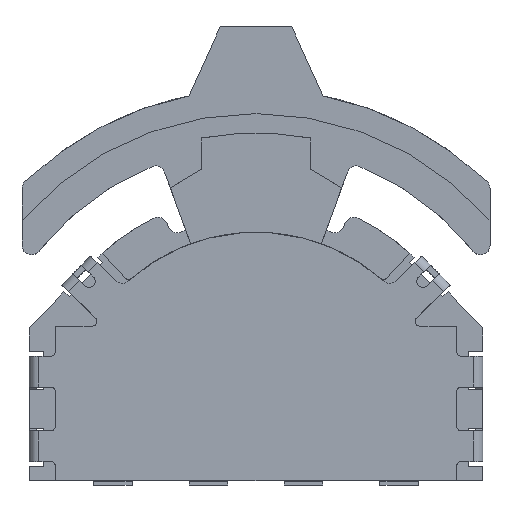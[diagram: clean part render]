
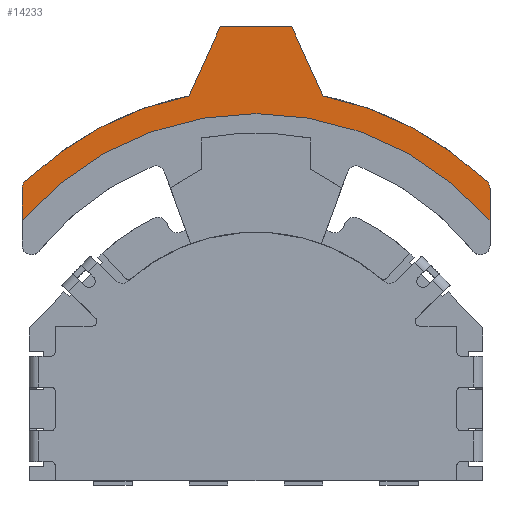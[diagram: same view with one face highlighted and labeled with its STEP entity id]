
A CAD part, top view. The second image highlights one B-rep face of the part: STEP entity #14233.
In plain terms, the highlighted planar face has unit normal (0, 0, 1).
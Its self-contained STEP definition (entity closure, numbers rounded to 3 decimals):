
#208 = DIRECTION ( 'NONE',  ( 0., 0., 1. ) ) ;
#468 = LINE ( 'NONE', #5436, #10911 ) ;
#857 = EDGE_CURVE ( 'NONE', #10133, #10785, #14376, .T. ) ;
#939 = EDGE_CURVE ( 'NONE', #10785, #9002, #12198, .T. ) ;
#1074 = CIRCLE ( 'NONE', #15640, 0.2 ) ;
#1076 = CIRCLE ( 'NONE', #1881, 6.488 ) ;
#1207 = DIRECTION ( 'NONE',  ( 0., 0., -1. ) ) ;
#1369 = VERTEX_POINT ( 'NONE', #15752 ) ;
#1881 = AXIS2_PLACEMENT_3D ( 'NONE', #6181, #1207, #7333 ) ;
#2219 = CARTESIAN_POINT ( 'NONE',  ( 5.6, -1.397, 3.549 ) ) ;
#2272 = CARTESIAN_POINT ( 'NONE',  ( 7.75, -2.838, 3.549 ) ) ;
#2678 = VERTEX_POINT ( 'NONE', #14115 ) ;
#2765 = VECTOR ( 'NONE', #4817, 1000. ) ;
#3140 = EDGE_CURVE ( 'NONE', #2678, #11059, #6439, .T. ) ;
#3440 = FACE_OUTER_BOUND ( 'NONE', #14860, .T. ) ;
#3490 = CARTESIAN_POINT ( 'NONE',  ( 11.249, -4.782, 3.549 ) ) ;
#3561 = DIRECTION ( 'NONE',  ( 0., 0., 1. ) ) ;
#3709 = CARTESIAN_POINT ( 'NONE',  ( 7.75, -2.838, 3.549 ) ) ;
#4268 = EDGE_CURVE ( 'NONE', #9008, #11577, #1076, .T. ) ;
#4371 = ORIENTED_EDGE ( 'NONE', *, *, #14659, .T. ) ;
#4401 = DIRECTION ( 'NONE',  ( 1., 0., 0. ) ) ;
#4416 = AXIS2_PLACEMENT_3D ( 'NONE', #16091, #208, #5097 ) ;
#4646 = VECTOR ( 'NONE', #5756, 1000. ) ;
#4728 = VECTOR ( 'NONE', #10964, 1000. ) ;
#4739 = LINE ( 'NONE', #2219, #2765 ) ;
#4817 = DIRECTION ( 'NONE',  ( -0.411, -0.912, 0. ) ) ;
#4974 = AXIS2_PLACEMENT_3D ( 'NONE', #10920, #9351, #14320 ) ;
#5097 = DIRECTION ( 'NONE',  ( -0.691, 0.723, 0. ) ) ;
#5246 = CARTESIAN_POINT ( 'NONE',  ( 7.1, -1.397, 3.549 ) ) ;
#5436 = CARTESIAN_POINT ( 'NONE',  ( 1.451, -5.448, 3.549 ) ) ;
#5483 = ORIENTED_EDGE ( 'NONE', *, *, #8422, .T. ) ;
#5595 = PLANE ( 'NONE',  #4974 ) ;
#5756 = DIRECTION ( 'NONE',  ( 0., 1., 0. ) ) ;
#5921 = CARTESIAN_POINT ( 'NONE',  ( 6.35, -9.696, 3.549 ) ) ;
#5925 = DIRECTION ( 'NONE',  ( 0.691, 0.723, 0. ) ) ;
#5949 = CARTESIAN_POINT ( 'NONE',  ( 11.049, -4.782, 3.549 ) ) ;
#6181 = CARTESIAN_POINT ( 'NONE',  ( 6.35, -9.701, 3.549 ) ) ;
#6439 = CIRCLE ( 'NONE', #8799, 6.999 ) ;
#6527 = VERTEX_POINT ( 'NONE', #3490 ) ;
#6825 = EDGE_CURVE ( 'NONE', #11577, #6527, #9763, .T. ) ;
#6942 = ORIENTED_EDGE ( 'NONE', *, *, #3140, .T. ) ;
#7103 = DIRECTION ( 'NONE',  ( 0., 0., 1. ) ) ;
#7333 = DIRECTION ( 'NONE',  ( -0.755, 0.655, 0. ) ) ;
#7955 = EDGE_CURVE ( 'NONE', #9008, #11742, #468, .T. ) ;
#8156 = EDGE_CURVE ( 'NONE', #11059, #11742, #11707, .T. ) ;
#8422 = EDGE_CURVE ( 'NONE', #9002, #1369, #13224, .T. ) ;
#8667 = AXIS2_PLACEMENT_3D ( 'NONE', #14903, #3561, #5925 ) ;
#8780 = CARTESIAN_POINT ( 'NONE',  ( 11.188, -4.638, 3.549 ) ) ;
#8799 = AXIS2_PLACEMENT_3D ( 'NONE', #5921, #13265, #9766 ) ;
#9002 = VERTEX_POINT ( 'NONE', #5246 ) ;
#9008 = VERTEX_POINT ( 'NONE', #10204 ) ;
#9351 = DIRECTION ( 'NONE',  ( 0., 0., 1. ) ) ;
#9557 = CARTESIAN_POINT ( 'NONE',  ( 7.1, -1.397, 3.549 ) ) ;
#9763 = LINE ( 'NONE', #12191, #4646 ) ;
#9766 = DIRECTION ( 'NONE',  ( -0.2, 0.98, 0. ) ) ;
#10133 = VERTEX_POINT ( 'NONE', #8780 ) ;
#10204 = CARTESIAN_POINT ( 'NONE',  ( 1.451, -5.448, 3.549 ) ) ;
#10390 = DIRECTION ( 'NONE',  ( 0., 1., 0. ) ) ;
#10785 = VERTEX_POINT ( 'NONE', #3709 ) ;
#10911 = VECTOR ( 'NONE', #10390, 1000. ) ;
#10920 = CARTESIAN_POINT ( 'NONE',  ( 6.35, -9.296, 3.549 ) ) ;
#10964 = DIRECTION ( 'NONE',  ( -0.411, 0.912, 0. ) ) ;
#11033 = EDGE_CURVE ( 'NONE', #1369, #2678, #4739, .T. ) ;
#11059 = VERTEX_POINT ( 'NONE', #13454 ) ;
#11094 = ORIENTED_EDGE ( 'NONE', *, *, #4268, .T. ) ;
#11577 = VERTEX_POINT ( 'NONE', #14487 ) ;
#11707 = CIRCLE ( 'NONE', #4416, 0.2 ) ;
#11742 = VERTEX_POINT ( 'NONE', #13905 ) ;
#12191 = CARTESIAN_POINT ( 'NONE',  ( 11.249, -5.448, 3.549 ) ) ;
#12198 = LINE ( 'NONE', #2272, #4728 ) ;
#12308 = ORIENTED_EDGE ( 'NONE', *, *, #7955, .F. ) ;
#12331 = ORIENTED_EDGE ( 'NONE', *, *, #6825, .T. ) ;
#13145 = ORIENTED_EDGE ( 'NONE', *, *, #939, .T. ) ;
#13150 = DIRECTION ( 'NONE',  ( -1., 0., 0. ) ) ;
#13224 = LINE ( 'NONE', #9557, #15106 ) ;
#13265 = DIRECTION ( 'NONE',  ( 0., 0., 1. ) ) ;
#13454 = CARTESIAN_POINT ( 'NONE',  ( 1.512, -4.638, 3.549 ) ) ;
#13859 = ORIENTED_EDGE ( 'NONE', *, *, #11033, .T. ) ;
#13905 = CARTESIAN_POINT ( 'NONE',  ( 1.451, -4.782, 3.549 ) ) ;
#14057 = ORIENTED_EDGE ( 'NONE', *, *, #857, .T. ) ;
#14115 = CARTESIAN_POINT ( 'NONE',  ( 4.95, -2.838, 3.549 ) ) ;
#14149 = ORIENTED_EDGE ( 'NONE', *, *, #8156, .T. ) ;
#14233 = ADVANCED_FACE ( 'NONE', ( #3440 ), #5595, .T. ) ;
#14320 = DIRECTION ( 'NONE',  ( 1., 0., 0. ) ) ;
#14376 = CIRCLE ( 'NONE', #8667, 6.999 ) ;
#14487 = CARTESIAN_POINT ( 'NONE',  ( 11.249, -5.448, 3.549 ) ) ;
#14659 = EDGE_CURVE ( 'NONE', #6527, #10133, #1074, .T. ) ;
#14860 = EDGE_LOOP ( 'NONE', ( #12308, #11094, #12331, #4371, #14057, #13145, #5483, #13859, #6942, #14149 ) ) ;
#14903 = CARTESIAN_POINT ( 'NONE',  ( 6.35, -9.696, 3.549 ) ) ;
#15106 = VECTOR ( 'NONE', #13150, 1000. ) ;
#15640 = AXIS2_PLACEMENT_3D ( 'NONE', #5949, #7103, #4401 ) ;
#15752 = CARTESIAN_POINT ( 'NONE',  ( 5.6, -1.397, 3.549 ) ) ;
#16091 = CARTESIAN_POINT ( 'NONE',  ( 1.651, -4.782, 3.549 ) ) ;
